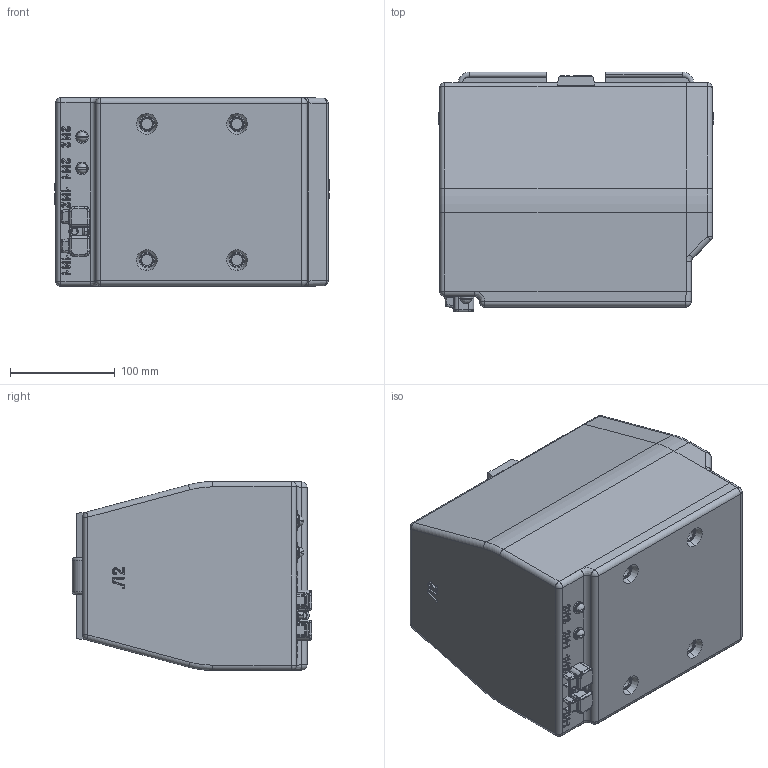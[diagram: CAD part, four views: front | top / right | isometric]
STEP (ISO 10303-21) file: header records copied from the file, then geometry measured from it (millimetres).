
FILE_DESCRIPTION (( 'STEP AP203' ), '1' );
FILE_NAME ('ﾒﾎﾋ-10 (10-800).STEP', '2013-03-01T07:54:53', ( '' ), ( '' ), 'SwSTEP 2.0', 'SolidWorks 2010', '' );
FILE_SCHEMA (( 'CONFIG_CONTROL_DESIGN' ));
Products named in the file (1): ﾒﾎﾋ-10 (10-800)
Bounding box: 263 x 228.5 x 180 mm (x, y, z)
Volume: 8908220.3 mm3; surface area: 317491.3 mm2
Topology: 17 solids, 21 shells, 2942 faces, 7581 edges, 4946 vertices
Faces by surface type: plane 1696, bspline 758, cylinder 275, cone 148, torus 33, sphere 32
Entity records: 124263 total; most frequent: CARTESIAN_POINT 57485, ORIENTED_EDGE 15122, DIRECTION 11147, EDGE_CURVE 7561, LINE 5093, VECTOR 5093, VERTEX_POINT 4946, EDGE_LOOP 3273
